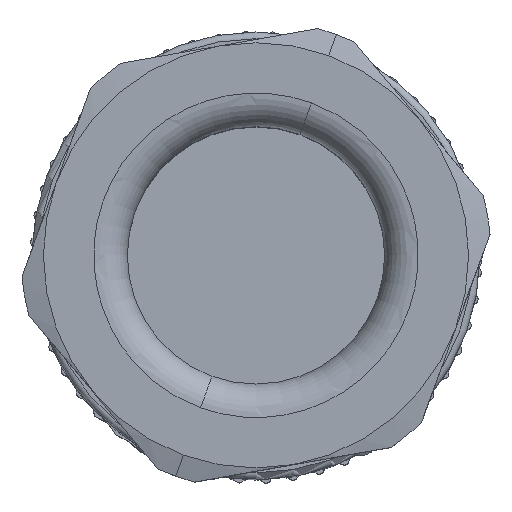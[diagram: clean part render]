
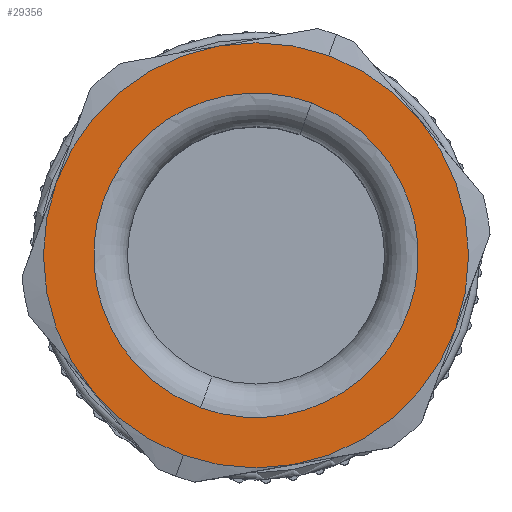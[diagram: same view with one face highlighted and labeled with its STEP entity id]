
A CAD part, top view. The second image highlights one B-rep face of the part: STEP entity #29356.
In plain terms, the highlighted planar face has unit normal (0, 0, 1).
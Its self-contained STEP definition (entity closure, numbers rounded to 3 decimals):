
#29138=AXIS2_PLACEMENT_3D('Circle Axis2P3D',#29136,#29137,$) ;
#29162=AXIS2_PLACEMENT_3D('Circle Axis2P3D',#29160,#29161,$) ;
#29179=AXIS2_PLACEMENT_3D('Circle Axis2P3D',#29177,#29178,$) ;
#29196=AXIS2_PLACEMENT_3D('Circle Axis2P3D',#29194,#29195,$) ;
#29213=AXIS2_PLACEMENT_3D('Circle Axis2P3D',#29211,#29212,$) ;
#29237=AXIS2_PLACEMENT_3D('Circle Axis2P3D',#29235,#29236,$) ;
#29254=AXIS2_PLACEMENT_3D('Circle Axis2P3D',#29252,#29253,$) ;
#29271=AXIS2_PLACEMENT_3D('Circle Axis2P3D',#29269,#29270,$) ;
#29284=AXIS2_PLACEMENT_3D('Plane Axis2P3D',#29281,#29282,#29283) ;
#28723=CARTESIAN_POINT('Vertex',(8.807,19.488,60.5)) ;
#28816=CARTESIAN_POINT('Vertex',(17.734,16.239,60.5)) ;
#28878=CARTESIAN_POINT('Vertex',(19.384,6.883,60.5)) ;
#28940=CARTESIAN_POINT('Vertex',(12.106,0.777,60.5)) ;
#29026=CARTESIAN_POINT('Vertex',(3.179,4.026,60.5)) ;
#29088=CARTESIAN_POINT('Vertex',(1.53,13.381,60.5)) ;
#29136=CARTESIAN_POINT('Axis2P3D Location',(10.457,10.132,60.5)) ;
#29157=CARTESIAN_POINT('Vertex',(13.706,19.059,60.5)) ;
#29160=CARTESIAN_POINT('Axis2P3D Location',(10.457,10.132,60.5)) ;
#29177=CARTESIAN_POINT('Axis2P3D Location',(10.457,10.132,60.5)) ;
#29194=CARTESIAN_POINT('Axis2P3D Location',(10.457,10.132,60.5)) ;
#29211=CARTESIAN_POINT('Axis2P3D Location',(10.457,10.132,60.5)) ;
#29232=CARTESIAN_POINT('Vertex',(7.207,1.205,60.5)) ;
#29235=CARTESIAN_POINT('Axis2P3D Location',(10.457,10.132,60.5)) ;
#29252=CARTESIAN_POINT('Axis2P3D Location',(10.457,10.132,60.5)) ;
#29269=CARTESIAN_POINT('Axis2P3D Location',(10.457,10.132,60.5)) ;
#29281=CARTESIAN_POINT('Axis2P3D Location',(10.457,10.132,60.5)) ;
#29297=CARTESIAN_POINT('Control Point',(7.977,3.319,60.5)) ;
#29298=CARTESIAN_POINT('Control Point',(7.357,3.545,60.5)) ;
#29299=CARTESIAN_POINT('Control Point',(6.763,3.841,60.5)) ;
#29300=CARTESIAN_POINT('Control Point',(6.205,4.204,60.5)) ;
#29301=CARTESIAN_POINT('Control Point',(5.182,5.05,60.5)) ;
#29302=CARTESIAN_POINT('Control Point',(4.375,6.103,60.5)) ;
#29303=CARTESIAN_POINT('Control Point',(4.033,6.674,60.5)) ;
#29304=CARTESIAN_POINT('Control Point',(3.485,7.884,60.5)) ;
#29305=CARTESIAN_POINT('Control Point',(3.223,9.185,60.5)) ;
#29306=CARTESIAN_POINT('Control Point',(3.167,9.848,60.5)) ;
#29307=CARTESIAN_POINT('Control Point',(3.206,11.175,60.5)) ;
#29308=CARTESIAN_POINT('Control Point',(3.543,12.459,60.5)) ;
#29309=CARTESIAN_POINT('Control Point',(3.783,13.08,60.5)) ;
#29310=CARTESIAN_POINT('Control Point',(4.402,14.254,60.5)) ;
#29311=CARTESIAN_POINT('Control Point',(5.268,15.26,60.5)) ;
#29312=CARTESIAN_POINT('Control Point',(5.757,15.712,60.5)) ;
#29313=CARTESIAN_POINT('Control Point',(6.828,16.495,60.5)) ;
#29314=CARTESIAN_POINT('Control Point',(8.048,17.019,60.5)) ;
#29315=CARTESIAN_POINT('Control Point',(8.686,17.209,60.5)) ;
#29316=CARTESIAN_POINT('Control Point',(9.932,17.432,60.5)) ;
#29317=CARTESIAN_POINT('Control Point',(11.195,17.382,60.5)) ;
#29318=CARTESIAN_POINT('Control Point',(11.791,17.296,60.5)) ;
#29319=CARTESIAN_POINT('Control Point',(12.374,17.15,60.5)) ;
#29320=CARTESIAN_POINT('Control Point',(12.936,16.945,60.5)) ;
#29321=CARTESIAN_POINT('Vertex',(7.977,3.319,60.5)) ;
#29323=CARTESIAN_POINT('Vertex',(12.936,16.945,60.5)) ;
#29327=CARTESIAN_POINT('Control Point',(12.936,16.945,60.5)) ;
#29328=CARTESIAN_POINT('Control Point',(13.556,16.719,60.5)) ;
#29329=CARTESIAN_POINT('Control Point',(14.15,16.423,60.5)) ;
#29330=CARTESIAN_POINT('Control Point',(14.708,16.061,60.5)) ;
#29331=CARTESIAN_POINT('Control Point',(15.731,15.215,60.5)) ;
#29332=CARTESIAN_POINT('Control Point',(16.539,14.161,60.5)) ;
#29333=CARTESIAN_POINT('Control Point',(16.88,13.59,60.5)) ;
#29334=CARTESIAN_POINT('Control Point',(17.428,12.381,60.5)) ;
#29335=CARTESIAN_POINT('Control Point',(17.69,11.079,60.5)) ;
#29336=CARTESIAN_POINT('Control Point',(17.746,10.416,60.5)) ;
#29337=CARTESIAN_POINT('Control Point',(17.707,9.089,60.5)) ;
#29338=CARTESIAN_POINT('Control Point',(17.371,7.805,60.5)) ;
#29339=CARTESIAN_POINT('Control Point',(17.13,7.185,60.5)) ;
#29340=CARTESIAN_POINT('Control Point',(16.512,6.01,60.5)) ;
#29341=CARTESIAN_POINT('Control Point',(15.645,5.004,60.5)) ;
#29342=CARTESIAN_POINT('Control Point',(15.157,4.553,60.5)) ;
#29343=CARTESIAN_POINT('Control Point',(14.085,3.769,60.5)) ;
#29344=CARTESIAN_POINT('Control Point',(12.865,3.246,60.5)) ;
#29345=CARTESIAN_POINT('Control Point',(12.227,3.055,60.5)) ;
#29346=CARTESIAN_POINT('Control Point',(10.981,2.833,60.5)) ;
#29347=CARTESIAN_POINT('Control Point',(9.718,2.883,60.5)) ;
#29348=CARTESIAN_POINT('Control Point',(9.122,2.968,60.5)) ;
#29349=CARTESIAN_POINT('Control Point',(8.539,3.115,60.5)) ;
#29350=CARTESIAN_POINT('Control Point',(7.977,3.319,60.5)) ;
#29137=DIRECTION('Axis2P3D Direction',(0.,0.,-1.)) ;
#29161=DIRECTION('Axis2P3D Direction',(0.,0.,-1.)) ;
#29178=DIRECTION('Axis2P3D Direction',(0.,0.,-1.)) ;
#29195=DIRECTION('Axis2P3D Direction',(0.,0.,-1.)) ;
#29212=DIRECTION('Axis2P3D Direction',(0.,0.,-1.)) ;
#29236=DIRECTION('Axis2P3D Direction',(0.,0.,-1.)) ;
#29253=DIRECTION('Axis2P3D Direction',(0.,0.,-1.)) ;
#29270=DIRECTION('Axis2P3D Direction',(0.,0.,-1.)) ;
#29282=DIRECTION('Axis2P3D Direction',(0.,0.,1.)) ;
#29283=DIRECTION('Axis2P3D XDirection',(-0.342,-0.94,0.)) ;
#29287=ORIENTED_EDGE('',*,*,#29140,.T.) ;
#29288=ORIENTED_EDGE('',*,*,#29273,.T.) ;
#29289=ORIENTED_EDGE('',*,*,#29256,.T.) ;
#29290=ORIENTED_EDGE('',*,*,#29239,.T.) ;
#29291=ORIENTED_EDGE('',*,*,#29215,.T.) ;
#29292=ORIENTED_EDGE('',*,*,#29198,.T.) ;
#29293=ORIENTED_EDGE('',*,*,#29181,.T.) ;
#29294=ORIENTED_EDGE('',*,*,#29164,.T.) ;
#29353=ORIENTED_EDGE('',*,*,#29325,.T.) ;
#29354=ORIENTED_EDGE('',*,*,#29351,.T.) ;
#29355=FACE_BOUND('',#29352,.T.) ;
#29356=ADVANCED_FACE('Hauptkoerper',(#29295,#29355),#29285,.T.) ;
#29296=B_SPLINE_CURVE_WITH_KNOTS('',5,(#29297,#29298,#29299,#29300,#29301,#29302,#29303,#29304,#29305,#29306,#29307,#29308,#29309,#29310,#29311,#29312,#29313,#29314,#29315,#29316,#29317,#29318,#29319,#29320),.UNSPECIFIED.,.F.,.U.,(6,3,3,3,3,3,3,6),(0.,4.664,9.327,13.991,18.655,23.318,27.982,32.211),.UNSPECIFIED.) ;
#29326=B_SPLINE_CURVE_WITH_KNOTS('',5,(#29327,#29328,#29329,#29330,#29331,#29332,#29333,#29334,#29335,#29336,#29337,#29338,#29339,#29340,#29341,#29342,#29343,#29344,#29345,#29346,#29347,#29348,#29349,#29350),.UNSPECIFIED.,.F.,.U.,(6,3,3,3,3,3,3,6),(0.,4.664,9.327,13.991,18.655,23.318,27.982,32.211),.UNSPECIFIED.) ;
#29139=CIRCLE('generated circle',#29138,9.5) ;
#29163=CIRCLE('generated circle',#29162,9.5) ;
#29180=CIRCLE('generated circle',#29179,9.5) ;
#29197=CIRCLE('generated circle',#29196,9.5) ;
#29214=CIRCLE('generated circle',#29213,9.5) ;
#29238=CIRCLE('generated circle',#29237,9.5) ;
#29255=CIRCLE('generated circle',#29254,9.5) ;
#29272=CIRCLE('generated circle',#29271,9.5) ;
#29140=EDGE_CURVE('',#28724,#29089,#29139,.F.) ;
#29164=EDGE_CURVE('',#29158,#28724,#29163,.F.) ;
#29181=EDGE_CURVE('',#28817,#29158,#29180,.F.) ;
#29198=EDGE_CURVE('',#28879,#28817,#29197,.F.) ;
#29215=EDGE_CURVE('',#28941,#28879,#29214,.F.) ;
#29239=EDGE_CURVE('',#29233,#28941,#29238,.F.) ;
#29256=EDGE_CURVE('',#29027,#29233,#29255,.F.) ;
#29273=EDGE_CURVE('',#29089,#29027,#29272,.F.) ;
#29325=EDGE_CURVE('',#29322,#29324,#29296,.T.) ;
#29351=EDGE_CURVE('',#29324,#29322,#29326,.T.) ;
#29286=EDGE_LOOP('',(#29287,#29288,#29289,#29290,#29291,#29292,#29293,#29294)) ;
#29352=EDGE_LOOP('',(#29353,#29354)) ;
#29295=FACE_OUTER_BOUND('',#29286,.T.) ;
#29285=PLANE('',#29284) ;
#28724=VERTEX_POINT('',#28723) ;
#28817=VERTEX_POINT('',#28816) ;
#28879=VERTEX_POINT('',#28878) ;
#28941=VERTEX_POINT('',#28940) ;
#29027=VERTEX_POINT('',#29026) ;
#29089=VERTEX_POINT('',#29088) ;
#29158=VERTEX_POINT('',#29157) ;
#29233=VERTEX_POINT('',#29232) ;
#29322=VERTEX_POINT('',#29321) ;
#29324=VERTEX_POINT('',#29323) ;
